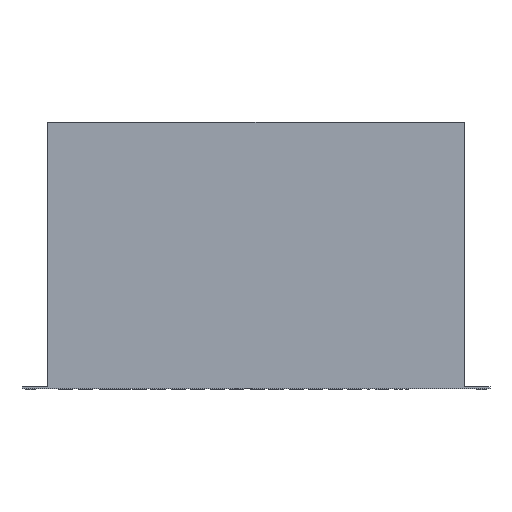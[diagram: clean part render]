
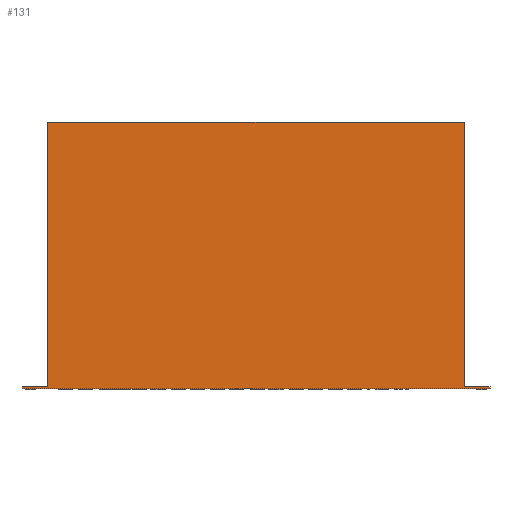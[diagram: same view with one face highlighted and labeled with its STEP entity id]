
A CAD part, front view. The second image highlights one B-rep face of the part: STEP entity #131.
In plain terms, the highlighted planar face has unit normal (0, -1, 0).
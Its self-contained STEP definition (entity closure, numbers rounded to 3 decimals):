
#131 = ADVANCED_FACE ( 'NONE', ( #14150 ), #1669, .T. ) ;
#166 = DIRECTION ( 'NONE',  ( 0., 0., -1. ) ) ;
#178 = CARTESIAN_POINT ( 'NONE',  ( 456.3, 0., -0.1 ) ) ;
#373 = VECTOR ( 'NONE', #1249, 1000. ) ;
#628 = CARTESIAN_POINT ( 'NONE',  ( 0., 0., -0.1 ) ) ;
#723 = ORIENTED_EDGE ( 'NONE', *, *, #2160, .T. ) ;
#754 = EDGE_CURVE ( 'NONE', #16598, #2860, #14315, .T. ) ;
#1209 = EDGE_CURVE ( 'NONE', #2074, #12972, #13899, .T. ) ;
#1249 = DIRECTION ( 'NONE',  ( 0., 0., 1. ) ) ;
#1408 = CARTESIAN_POINT ( 'NONE',  ( 0., 0., 275. ) ) ;
#1669 = PLANE ( 'NONE',  #17787 ) ;
#1999 = LINE ( 'NONE', #628, #373 ) ;
#2074 = VERTEX_POINT ( 'NONE', #16424 ) ;
#2160 = EDGE_CURVE ( 'NONE', #2860, #11775, #4670, .T. ) ;
#2272 = DIRECTION ( 'NONE',  ( -1., 0., 0. ) ) ;
#2675 = ORIENTED_EDGE ( 'NONE', *, *, #15254, .F. ) ;
#2686 = CARTESIAN_POINT ( 'NONE',  ( 430., 0., -0.1 ) ) ;
#2715 = EDGE_CURVE ( 'NONE', #11303, #2074, #1999, .T. ) ;
#2860 = VERTEX_POINT ( 'NONE', #10908 ) ;
#2867 = ORIENTED_EDGE ( 'NONE', *, *, #17722, .T. ) ;
#3612 = VERTEX_POINT ( 'NONE', #12216 ) ;
#3752 = EDGE_CURVE ( 'NONE', #16876, #11775, #17047, .T. ) ;
#3839 = VECTOR ( 'NONE', #6974, 1000. ) ;
#4252 = VECTOR ( 'NONE', #2272, 1000. ) ;
#4670 = LINE ( 'NONE', #10233, #12878 ) ;
#4879 = CARTESIAN_POINT ( 'NONE',  ( -26.3, 0., 1.9 ) ) ;
#5245 = VECTOR ( 'NONE', #17001, 1000. ) ;
#6033 = CARTESIAN_POINT ( 'NONE',  ( -26.3, 0., 1.9 ) ) ;
#6974 = DIRECTION ( 'NONE',  ( 1., 0., 0. ) ) ;
#7237 = CARTESIAN_POINT ( 'NONE',  ( 0., 0., -0.1 ) ) ;
#7580 = DIRECTION ( 'NONE',  ( 0., 0., -1. ) ) ;
#8252 = DIRECTION ( 'NONE',  ( 0., 0., 1. ) ) ;
#8725 = ORIENTED_EDGE ( 'NONE', *, *, #2715, .F. ) ;
#9504 = ORIENTED_EDGE ( 'NONE', *, *, #1209, .F. ) ;
#10076 = CARTESIAN_POINT ( 'NONE',  ( 456.3, 0., 1.9 ) ) ;
#10178 = ORIENTED_EDGE ( 'NONE', *, *, #14612, .T. ) ;
#10233 = CARTESIAN_POINT ( 'NONE',  ( 0., 0., -0.1 ) ) ;
#10236 = ORIENTED_EDGE ( 'NONE', *, *, #3752, .F. ) ;
#10908 = CARTESIAN_POINT ( 'NONE',  ( -26.3, 0., -0.1 ) ) ;
#11303 = VERTEX_POINT ( 'NONE', #13523 ) ;
#11438 = LINE ( 'NONE', #16914, #5245 ) ;
#11482 = CARTESIAN_POINT ( 'NONE',  ( 456.3, 0., 1.9 ) ) ;
#11751 = ORIENTED_EDGE ( 'NONE', *, *, #754, .T. ) ;
#11775 = VERTEX_POINT ( 'NONE', #178 ) ;
#12195 = CARTESIAN_POINT ( 'NONE',  ( 0., 0., 1.9 ) ) ;
#12216 = CARTESIAN_POINT ( 'NONE',  ( 430., 0., 1.9 ) ) ;
#12419 = DIRECTION ( 'NONE',  ( 0., 0., -1. ) ) ;
#12878 = VECTOR ( 'NONE', #15784, 1000. ) ;
#12972 = VERTEX_POINT ( 'NONE', #15499 ) ;
#13523 = CARTESIAN_POINT ( 'NONE',  ( 0., 0., 1.9 ) ) ;
#13541 = LINE ( 'NONE', #2686, #16027 ) ;
#13543 = VECTOR ( 'NONE', #166, 1000. ) ;
#13899 = LINE ( 'NONE', #1408, #3839 ) ;
#14150 = FACE_OUTER_BOUND ( 'NONE', #14220, .T. ) ;
#14220 = EDGE_LOOP ( 'NONE', ( #723, #10236, #2675, #2867, #9504, #8725, #10178, #11751 ) ) ;
#14315 = LINE ( 'NONE', #6033, #17519 ) ;
#14612 = EDGE_CURVE ( 'NONE', #11303, #16598, #17504, .T. ) ;
#15254 = EDGE_CURVE ( 'NONE', #3612, #16876, #11438, .T. ) ;
#15426 = DIRECTION ( 'NONE',  ( 0., -1., 0. ) ) ;
#15499 = CARTESIAN_POINT ( 'NONE',  ( 430., 0., 275. ) ) ;
#15784 = DIRECTION ( 'NONE',  ( 1., 0., 0. ) ) ;
#16027 = VECTOR ( 'NONE', #8252, 1000. ) ;
#16424 = CARTESIAN_POINT ( 'NONE',  ( 0., 0., 275. ) ) ;
#16598 = VERTEX_POINT ( 'NONE', #4879 ) ;
#16876 = VERTEX_POINT ( 'NONE', #10076 ) ;
#16914 = CARTESIAN_POINT ( 'NONE',  ( 430., 0., 1.9 ) ) ;
#17001 = DIRECTION ( 'NONE',  ( 1., 0., 0. ) ) ;
#17047 = LINE ( 'NONE', #11482, #13543 ) ;
#17504 = LINE ( 'NONE', #12195, #4252 ) ;
#17519 = VECTOR ( 'NONE', #7580, 1000. ) ;
#17722 = EDGE_CURVE ( 'NONE', #3612, #12972, #13541, .T. ) ;
#17787 = AXIS2_PLACEMENT_3D ( 'NONE', #7237, #15426, #12419 ) ;
